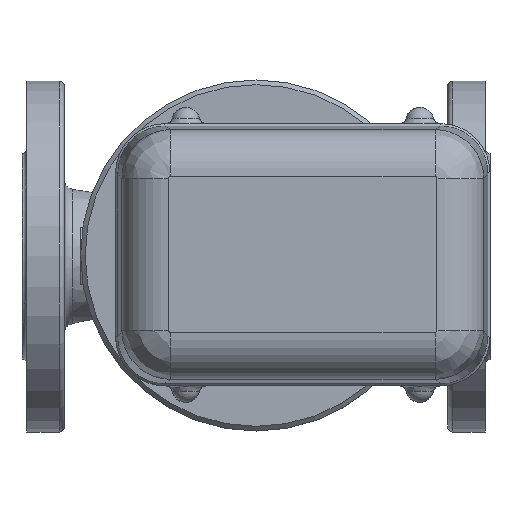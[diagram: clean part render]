
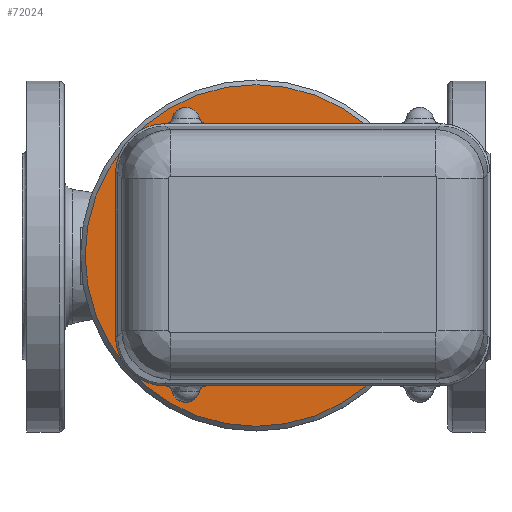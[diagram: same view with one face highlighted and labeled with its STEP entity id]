
A CAD part, top view. The second image highlights one B-rep face of the part: STEP entity #72024.
In plain terms, the highlighted planar face has unit normal (0, 0, 1).
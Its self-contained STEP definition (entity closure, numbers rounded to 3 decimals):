
#42174=CARTESIAN_POINT('',(47.5,0.,316.8));
#42175=VERTEX_POINT('',#42174);
#42176=CARTESIAN_POINT('',(0.0,0.0,316.8));
#42177=DIRECTION('',(0.0,0.0,-1.0));
#42178=DIRECTION('',(-1.0,0.0,0.0));
#42179=AXIS2_PLACEMENT_3D('',#42176,#42177,#42178);
#42180=CIRCLE('',#42179,47.5);
#42181=EDGE_CURVE('',#42175,#42175,#42180,.T.);
#42388=CARTESIAN_POINT('',(73.0,0.,316.8));
#42389=VERTEX_POINT('',#42388);
#42390=CARTESIAN_POINT('',(0.0,0.0,316.8));
#42391=DIRECTION('',(0.0,0.0,-1.0));
#42392=DIRECTION('',(-1.0,0.0,0.0));
#42393=AXIS2_PLACEMENT_3D('',#42390,#42391,#42392);
#42394=CIRCLE('',#42393,73.0);
#42395=EDGE_CURVE('',#42389,#42389,#42394,.T.);
#72013=CARTESIAN_POINT('',(0.0,0.0,316.8));
#72014=DIRECTION('',(0.0,0.0,-1.0));
#72015=DIRECTION('',(-1.0,0.0,0.0));
#72016=AXIS2_PLACEMENT_3D('',#72013,#72014,#72015);
#72017=PLANE('',#72016);
#72018=ORIENTED_EDGE('',*,*,#42395,.F.);
#72019=EDGE_LOOP('',(#72018));
#72020=FACE_OUTER_BOUND('',#72019,.T.);
#72021=ORIENTED_EDGE('',*,*,#42181,.T.);
#72022=EDGE_LOOP('',(#72021));
#72023=FACE_BOUND('',#72022,.T.);
#72024=ADVANCED_FACE('',(#72020,#72023),#72017,.F.);
